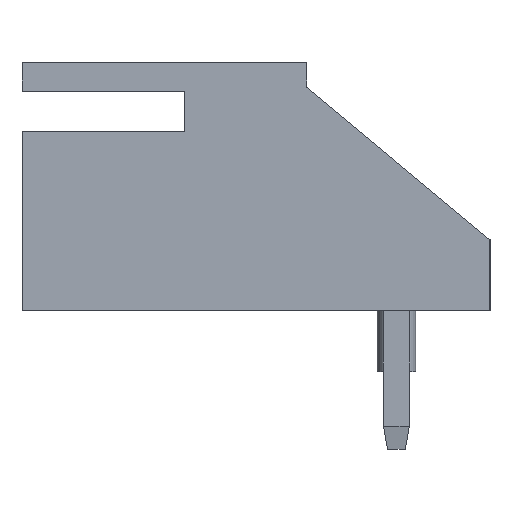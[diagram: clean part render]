
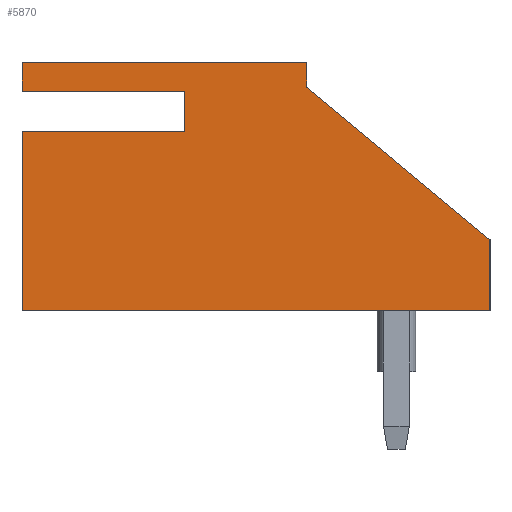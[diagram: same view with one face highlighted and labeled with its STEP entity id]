
A CAD part, left-side view. The second image highlights one B-rep face of the part: STEP entity #5870.
In plain terms, the highlighted planar face has unit normal (-1, 0, 0).
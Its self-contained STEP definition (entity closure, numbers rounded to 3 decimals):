
#130 = CARTESIAN_POINT ( 'NONE',  ( -6.2, 7., 1.35 ) ) ;
#134 = ORIENTED_EDGE ( 'NONE', *, *, #5224, .F. ) ;
#153 = EDGE_CURVE ( 'NONE', #2049, #5549, #1790, .T. ) ;
#169 = CARTESIAN_POINT ( 'NONE',  ( -6.2, -4.5, -1.3 ) ) ;
#198 = LINE ( 'NONE', #169, #5208 ) ;
#219 = LINE ( 'NONE', #130, #1086 ) ;
#423 = CARTESIAN_POINT ( 'NONE',  ( -6.2, 0., 2.45 ) ) ;
#426 = LINE ( 'NONE', #4298, #2998 ) ;
#448 = FACE_OUTER_BOUND ( 'NONE', #918, .T. ) ;
#478 = LINE ( 'NONE', #5739, #5143 ) ;
#672 = CARTESIAN_POINT ( 'NONE',  ( -6.2, 7., -3.05 ) ) ;
#786 = ORIENTED_EDGE ( 'NONE', *, *, #5376, .F. ) ;
#795 = ORIENTED_EDGE ( 'NONE', *, *, #153, .F. ) ;
#918 = EDGE_LOOP ( 'NONE', ( #5170, #134, #5525, #1927, #4988, #1915, #5433, #3918, #786, #795 ) ) ;
#965 = CARTESIAN_POINT ( 'NONE',  ( -6.2, 0., -3.05 ) ) ;
#993 = CARTESIAN_POINT ( 'NONE',  ( -6.2, -4.5, -3.05 ) ) ;
#1023 = EDGE_CURVE ( 'NONE', #1405, #3942, #219, .T. ) ;
#1067 = AXIS2_PLACEMENT_3D ( 'NONE', #672, #2575, #2550 ) ;
#1086 = VECTOR ( 'NONE', #3102, 1000. ) ;
#1186 = LINE ( 'NONE', #3139, #2486 ) ;
#1405 = VERTEX_POINT ( 'NONE', #2030 ) ;
#1416 = VERTEX_POINT ( 'NONE', #4966 ) ;
#1740 = VERTEX_POINT ( 'NONE', #3378 ) ;
#1790 = LINE ( 'NONE', #4656, #2074 ) ;
#1800 = EDGE_CURVE ( 'NONE', #1740, #1405, #2867, .T. ) ;
#1876 = DIRECTION ( 'NONE',  ( 0., 0., 1. ) ) ;
#1915 = ORIENTED_EDGE ( 'NONE', *, *, #1922, .F. ) ;
#1922 = EDGE_CURVE ( 'NONE', #1958, #2768, #198, .T. ) ;
#1927 = ORIENTED_EDGE ( 'NONE', *, *, #1800, .F. ) ;
#1958 = VERTEX_POINT ( 'NONE', #3657 ) ;
#2030 = CARTESIAN_POINT ( 'NONE',  ( -6.2, 7., 1.35 ) ) ;
#2049 = VERTEX_POINT ( 'NONE', #2244 ) ;
#2074 = VECTOR ( 'NONE', #5129, 1000. ) ;
#2212 = DIRECTION ( 'NONE',  ( 0., 0., 1. ) ) ;
#2244 = CARTESIAN_POINT ( 'NONE',  ( -6.2, 7., 2.35 ) ) ;
#2486 = VECTOR ( 'NONE', #2212, 1000. ) ;
#2550 = DIRECTION ( 'NONE',  ( 0., 0., -1. ) ) ;
#2575 = DIRECTION ( 'NONE',  ( 1., 0., 0. ) ) ;
#2768 = VERTEX_POINT ( 'NONE', #993 ) ;
#2770 = VECTOR ( 'NONE', #3986, 1000. ) ;
#2867 = LINE ( 'NONE', #6312, #3705 ) ;
#2998 = VECTOR ( 'NONE', #6239, 1000. ) ;
#3102 = DIRECTION ( 'NONE',  ( 0., -1., 0. ) ) ;
#3139 = CARTESIAN_POINT ( 'NONE',  ( -6.2, 3., -3.05 ) ) ;
#3378 = CARTESIAN_POINT ( 'NONE',  ( -6.2, 7., -3.05 ) ) ;
#3657 = CARTESIAN_POINT ( 'NONE',  ( -6.2, -4.5, -1.3 ) ) ;
#3672 = EDGE_CURVE ( 'NONE', #1740, #2768, #4905, .T. ) ;
#3682 = CARTESIAN_POINT ( 'NONE',  ( -6.2, 7., 3.05 ) ) ;
#3705 = VECTOR ( 'NONE', #1876, 1000. ) ;
#3710 = CARTESIAN_POINT ( 'NONE',  ( -6.2, 3., 2.35 ) ) ;
#3918 = ORIENTED_EDGE ( 'NONE', *, *, #4526, .T. ) ;
#3942 = VERTEX_POINT ( 'NONE', #4366 ) ;
#3986 = DIRECTION ( 'NONE',  ( 0., -1., 0. ) ) ;
#4231 = DIRECTION ( 'NONE',  ( 0., -0.768, -0.64 ) ) ;
#4298 = CARTESIAN_POINT ( 'NONE',  ( -6.2, 7., 3.05 ) ) ;
#4366 = CARTESIAN_POINT ( 'NONE',  ( -6.2, 3., 1.35 ) ) ;
#4438 = VECTOR ( 'NONE', #4231, 1000. ) ;
#4526 = EDGE_CURVE ( 'NONE', #1416, #4855, #6292, .T. ) ;
#4560 = CARTESIAN_POINT ( 'NONE',  ( -6.2, 0., 3.05 ) ) ;
#4604 = DIRECTION ( 'NONE',  ( 0., 0., -1. ) ) ;
#4656 = CARTESIAN_POINT ( 'NONE',  ( -6.2, 7., -3.05 ) ) ;
#4799 = LINE ( 'NONE', #423, #4438 ) ;
#4855 = VERTEX_POINT ( 'NONE', #4560 ) ;
#4885 = PLANE ( 'NONE',  #1067 ) ;
#4905 = LINE ( 'NONE', #5964, #2770 ) ;
#4927 = EDGE_CURVE ( 'NONE', #5768, #2049, #478, .T. ) ;
#4942 = VECTOR ( 'NONE', #5839, 1000. ) ;
#4966 = CARTESIAN_POINT ( 'NONE',  ( -6.2, 0., 2.45 ) ) ;
#4988 = ORIENTED_EDGE ( 'NONE', *, *, #3672, .T. ) ;
#5129 = DIRECTION ( 'NONE',  ( 0., 0., 1. ) ) ;
#5143 = VECTOR ( 'NONE', #5255, 1000. ) ;
#5170 = ORIENTED_EDGE ( 'NONE', *, *, #4927, .F. ) ;
#5208 = VECTOR ( 'NONE', #4604, 1000. ) ;
#5224 = EDGE_CURVE ( 'NONE', #3942, #5768, #1186, .T. ) ;
#5255 = DIRECTION ( 'NONE',  ( 0., 1., 0. ) ) ;
#5376 = EDGE_CURVE ( 'NONE', #5549, #4855, #426, .T. ) ;
#5433 = ORIENTED_EDGE ( 'NONE', *, *, #6242, .F. ) ;
#5525 = ORIENTED_EDGE ( 'NONE', *, *, #1023, .F. ) ;
#5549 = VERTEX_POINT ( 'NONE', #3682 ) ;
#5739 = CARTESIAN_POINT ( 'NONE',  ( -6.2, 7., 2.35 ) ) ;
#5768 = VERTEX_POINT ( 'NONE', #3710 ) ;
#5839 = DIRECTION ( 'NONE',  ( 0., 0., 1. ) ) ;
#5870 = ADVANCED_FACE ( 'NONE', ( #448 ), #4885, .F. ) ;
#5964 = CARTESIAN_POINT ( 'NONE',  ( -6.2, 7., -3.05 ) ) ;
#6239 = DIRECTION ( 'NONE',  ( 0., -1., 0. ) ) ;
#6242 = EDGE_CURVE ( 'NONE', #1416, #1958, #4799, .T. ) ;
#6292 = LINE ( 'NONE', #965, #4942 ) ;
#6312 = CARTESIAN_POINT ( 'NONE',  ( -6.2, 7., -3.05 ) ) ;
